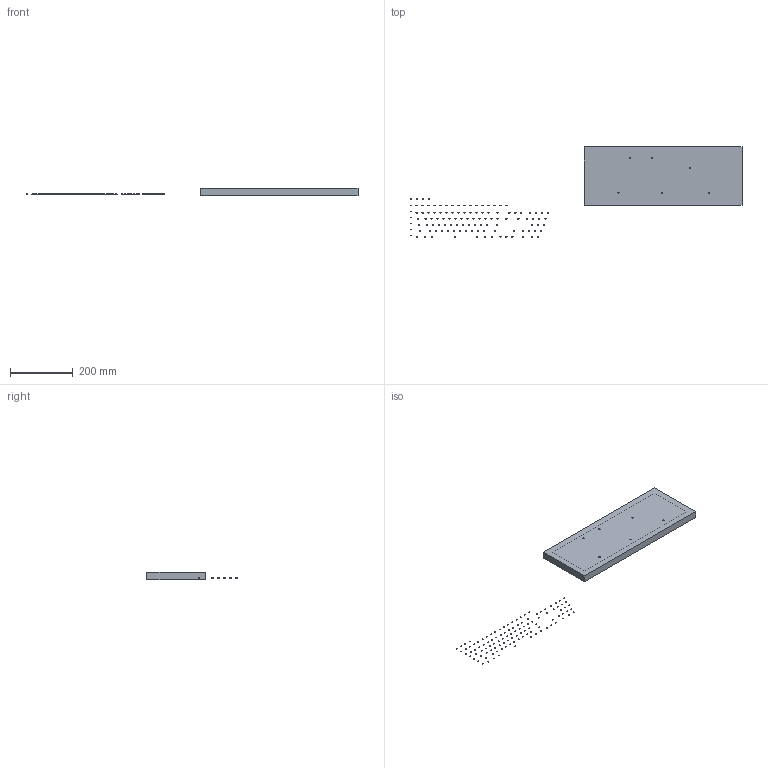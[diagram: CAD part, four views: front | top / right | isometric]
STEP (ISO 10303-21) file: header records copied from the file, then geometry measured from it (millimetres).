
FILE_DESCRIPTION(/* description */ (''),/* implementation_level */ '2;1');
FILE_NAME(/* name */ 'wholeKeyboard.step',/* time_stamp */ '2025-07-17T22:19:06+02:00',/* author */ (''),/* organization */ (''),/* preprocessor_version */ 'ST-DEVELOPER v20.1',/* originating_system */ 'Autodesk Translation Framework v14.10.0.0',/* authorisation */ '');
FILE_SCHEMA (('AUTOMOTIVE_DESIGN { 1 0 10303 214 3 1 1 }'));
Length unit declared in the file: centimetre
Products named in the file (6): (Unsaved); Case1; modern-keyboard-template 1; modern-keyboard-template_PCB; D_SOD-123; f97630a2094c01f0b01be9395de512cac0e4625c_switch
Assembly tree (118 placements, depth 3):
  (Unsaved)
    Case1
    modern-keyboard-template 1
      D_SOD-123  x114
      modern-keyboard-template_PCB
    f97630a2094c01f0b01be9395de512cac0e4625c_switch
Bounding box: 1056 x 286.48 x 23 mm (x, y, z)
Volume: 812941 mm3; surface area: 449225 mm2
Topology: 117 solids, 117 shells, 8962 faces, 21720 edges, 13112 vertices
Faces by surface type: plane 7464, cylinder 1498
Full cylindrical faces by diameter (mm): 1.5 x228, 1.7 x228, 1.85 x2, 2.2 x2, 3.4 x6, 4 x114, 6 x6
Entity records: 50373 total; most frequent: CARTESIAN_POINT 8323, DIRECTION 8310, ORIENTED_EDGE 8184, EDGE_CURVE 4092, LINE 2904, VECTOR 2904, EDGE_LOOP 2784, VERTEX_POINT 2716
